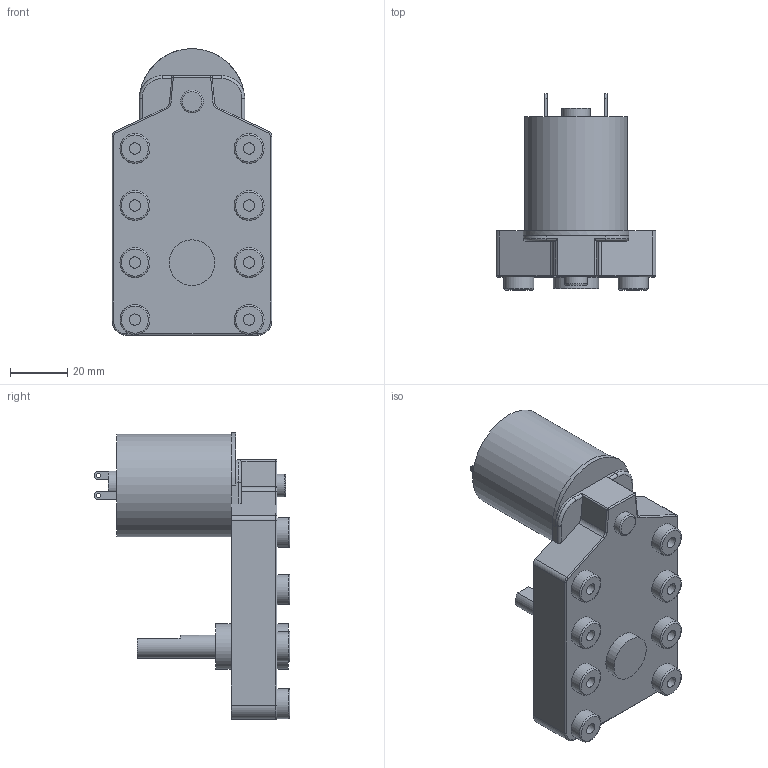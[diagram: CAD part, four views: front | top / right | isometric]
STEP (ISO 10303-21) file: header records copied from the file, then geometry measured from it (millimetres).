
FILE_DESCRIPTION((''),'2;1');
FILE_NAME('KGE-3640 R TYPE.stp','2015-02-26T12:19:38',('AHN'),(''),'Autodesk Inventor 2012','Autodesk Inventor 2012','');
FILE_SCHEMA(('CONFIG_CONTROL_DESIGN'));
Length unit declared in the file: millimetre
Products named in the file (1): KGE-3640 R타입
Bounding box: 56 x 68.6 x 100.5 mm (x, y, z)
Volume: 119967.6 mm3; surface area: 21998.5 mm2
Topology: 1 solids, 1 shells, 125 faces, 259 edges, 162 vertices
Faces by surface type: cylinder 53, plane 53, torus 17, sphere 2
Full cylindrical faces by diameter (mm): 1.5 x2, 2.2 x4, 4 x8, 8 x2, 10 x1, 10.5 x8, 16 x2, 36 x1
Entity records: 3175 total; most frequent: DIRECTION 593, CARTESIAN_POINT 542, ORIENTED_EDGE 438, AXIS2_PLACEMENT_3D 252, EDGE_CURVE 219, EDGE_LOOP 192, VERTEX_POINT 159, FACE_OUTER_BOUND 125
